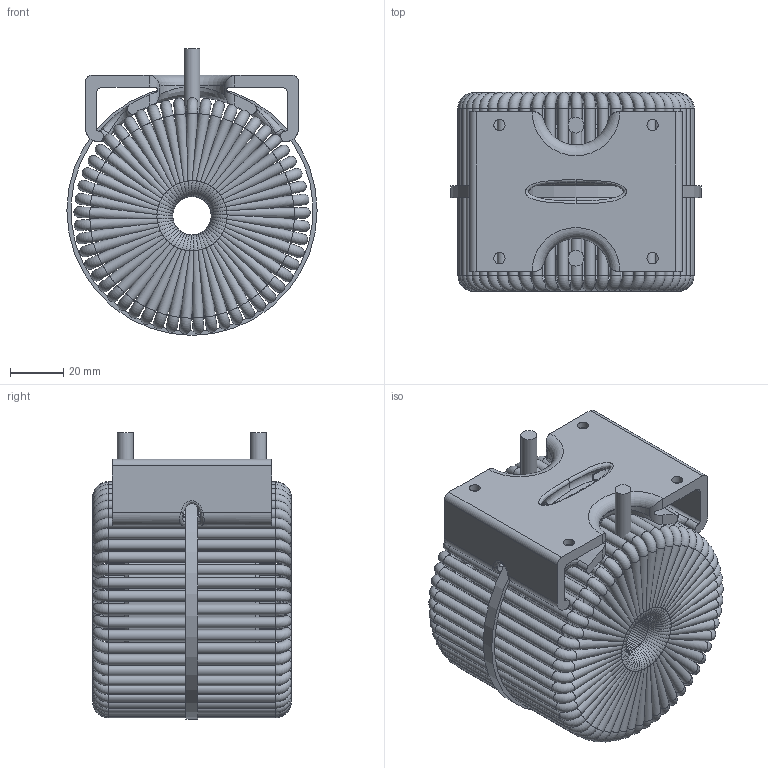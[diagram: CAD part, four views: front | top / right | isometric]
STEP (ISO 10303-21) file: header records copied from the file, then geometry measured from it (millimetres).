
FILE_DESCRIPTION (( 'STEP AP214' ), '1' );
FILE_NAME ('Ñèëîâîé äðîññåëü 30À 10ìÃí.STEP', '2024-05-21T09:56:14', ( '' ), ( '' ), 'SwSTEP 2.0', 'SolidWorks 2024', '' );
FILE_SCHEMA (( 'AUTOMOTIVE_DESIGN' ));
Length unit declared in the file: millimetre
Products named in the file (4): Феррит великан; Part1^Assem1; Кронштейн царь-дросселя V2; Силовой дроссель 30А 10мГн
Assembly tree (4 placements, depth 2):
  Силовой дроссель 30А 10мГн
    Феррит великан  x2
    Кронштейн царь-дросселя V2
    Part1^Assem1
Bounding box: 94 x 74.75 x 107.75 mm (x, y, z)
Volume: 249582.8 mm3; surface area: 131906.3 mm2
Topology: 7 solids, 7 shells, 733 faces, 2054 edges, 1206 vertices
Faces by surface type: torus 334, cylinder 326, bspline 36, plane 25, cone 12
Full cylindrical faces by diameter (mm): 4 x163, 4.2 x4, 6 x2, 38.5 x2, 64.5 x2, 91 x1, 94 x1
Entity records: 31165 total; most frequent: CARTESIAN_POINT 13903, ORIENTED_EDGE 3236, DIRECTION 3175, EDGE_CURVE 1618, AXIS2_PLACEMENT_3D 1489, VERTEX_POINT 1076, EDGE_LOOP 1040, FACE_OUTER_BOUND 1014
